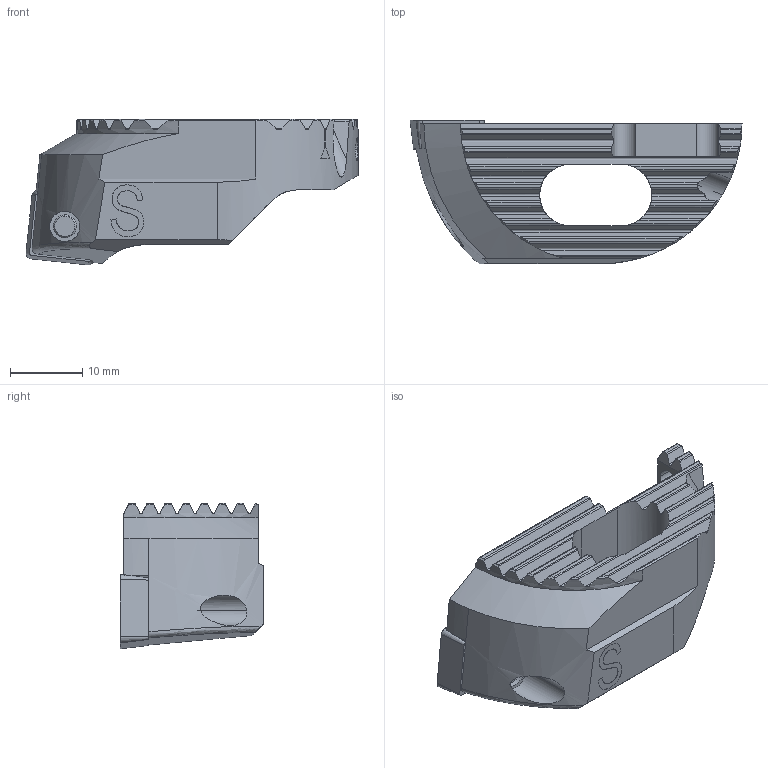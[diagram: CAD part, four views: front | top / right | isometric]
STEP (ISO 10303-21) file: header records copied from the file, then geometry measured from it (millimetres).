
FILE_DESCRIPTION(('no description'),'unknown implementation level');
FILE_NAME('9CA86736-8B8F-467E-A358-7131F3E6A0E4_export.stp',' ',('CIMSOURCE GmbH'),('CADClick - KiM GmbH - www.kimweb.de'),'unknown preprocess','ACIS','unknown authorization');
FILE_SCHEMA(('automotive_design'));
Length unit declared in the file: millimetre
Products named in the file (3): 639.145 Kaiser 53-66 SW41 SC09 S|694.141 Kaiser ETL M4x9.2 T15 IP 10S;Kreismuster1; 639.145 Kaiser 53-66 SW41 SC09 S|639.145 Kaiser 53-66 SW41 SC09 S;Marke; 639.145 Kaiser 53-66 SW41 SC09 S|654.250 Kaiser SCMT 09T308 P20C;Kombinieren1
Bounding box: 46 x 19.87 x 20.2 mm (x, y, z)
Volume: 6939.5 mm3; surface area: 4431.8 mm2
Topology: 3 solids, 3 shells, 261 faces, 728 edges, 475 vertices
Faces by surface type: plane 97, cylinder 93, cone 32, bspline 31, torus 8
Entity records: 20541 total; most frequent: CARTESIAN_POINT 5928, STYLED_ITEM 1467, PRESENTATION_STYLE_ASSIGNMENT 1467, COLOUR_RGB 1467, ORIENTED_EDGE 1456, DIRECTION 1253, EDGE_CURVE 728, CURVE_STYLE 728
